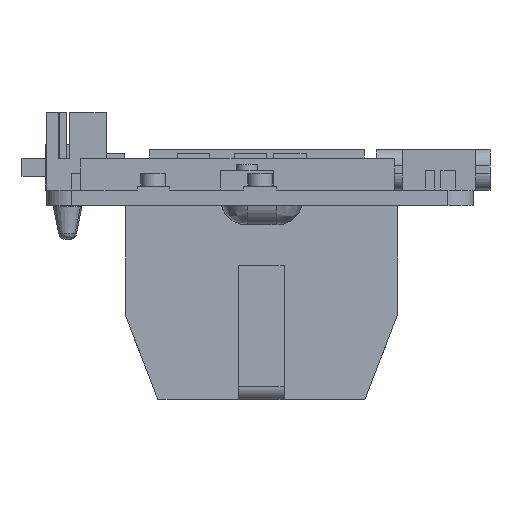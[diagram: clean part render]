
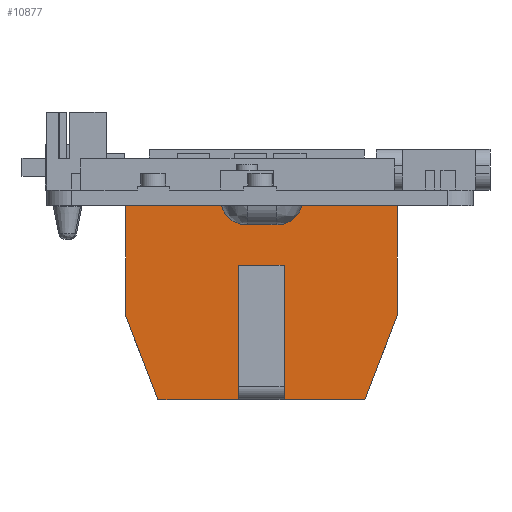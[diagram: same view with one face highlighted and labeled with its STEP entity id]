
A CAD part, front view. The second image highlights one B-rep face of the part: STEP entity #10877.
In plain terms, the highlighted planar face has unit normal (0, -1, 0).
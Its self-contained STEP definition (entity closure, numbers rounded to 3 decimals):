
#1372=DIRECTION('',(-1.,0.,0.));
#1373=VECTOR('',#1372,7.417);
#1374=CARTESIAN_POINT('',(278.435,132.131,-1.2));
#1375=LINE('',#1374,#1373);
#1414=DIRECTION('',(-1.,0.,0.));
#1415=VECTOR('',#1414,7.36);
#1416=CARTESIAN_POINT('',(292.018,132.131,-1.2));
#1417=LINE('',#1416,#1415);
#2793=CARTESIAN_POINT('',(280.371,132.131,-0.7));
#2794=DIRECTION('',(0.,1.,0.));
#2795=DIRECTION('',(0.,0.,-1.));
#2796=AXIS2_PLACEMENT_3D('',#2793,#2794,#2795);
#2857=CARTESIAN_POINT('',(282.721,132.131,-0.7));
#2858=DIRECTION('',(0.,1.,0.));
#2859=DIRECTION('',(0.968,0.,-0.25));
#2860=AXIS2_PLACEMENT_3D('',#2857,#2858,#2859);
#2862=DIRECTION('',(-1.,0.,0.));
#2863=VECTOR('',#2862,2.35);
#2864=CARTESIAN_POINT('',(282.721,132.131,-2.7));
#2865=LINE('',#2864,#2863);
#2866=DIRECTION('',(0.,0.,-1.));
#2867=VECTOR('',#2866,8.5);
#2868=CARTESIAN_POINT('',(292.018,132.131,-1.2));
#2869=LINE('',#2868,#2867);
#2870=DIRECTION('',(0.359,0.,0.933));
#2871=VECTOR('',#2870,6.964);
#2872=CARTESIAN_POINT('',(289.518,132.131,-16.2));
#2873=LINE('',#2872,#2871);
#2874=DIRECTION('',(0.,0.,1.));
#2875=VECTOR('',#2874,10.4);
#2876=CARTESIAN_POINT('',(283.268,132.131,-16.2));
#2877=LINE('',#2876,#2875);
#2878=DIRECTION('',(-1.,0.,0.));
#2879=VECTOR('',#2878,3.5);
#2880=CARTESIAN_POINT('',(283.268,132.131,-5.8));
#2881=LINE('',#2880,#2879);
#2882=DIRECTION('',(0.,0.,1.));
#2883=VECTOR('',#2882,10.4);
#2884=CARTESIAN_POINT('',(279.768,132.131,-16.2));
#2885=LINE('',#2884,#2883);
#2886=DIRECTION('',(0.359,0.,-0.933));
#2887=VECTOR('',#2886,6.964);
#2888=CARTESIAN_POINT('',(271.018,132.131,-9.7));
#2889=LINE('',#2888,#2887);
#3038=DIRECTION('',(0.,0.,-1.));
#3039=VECTOR('',#3038,8.5);
#3040=CARTESIAN_POINT('',(271.018,132.131,-1.2));
#3041=LINE('',#3040,#3039);
#3278=DIRECTION('',(-1.,0.,0.));
#3279=VECTOR('',#3278,6.25);
#3280=CARTESIAN_POINT('',(279.768,132.131,-16.2));
#3281=LINE('',#3280,#3279);
#3342=DIRECTION('',(-1.,0.,0.));
#3343=VECTOR('',#3342,6.25);
#3344=CARTESIAN_POINT('',(289.518,132.131,-16.2));
#3345=LINE('',#3344,#3343);
#5748=CARTESIAN_POINT('',(271.018,132.131,-9.7));
#5749=CARTESIAN_POINT('',(273.518,132.131,-16.2));
#5750=VERTEX_POINT('',#5748);
#5751=VERTEX_POINT('',#5749);
#5752=CARTESIAN_POINT('',(289.518,132.131,-16.2));
#5753=CARTESIAN_POINT('',(292.018,132.131,-9.7));
#5754=VERTEX_POINT('',#5752);
#5755=VERTEX_POINT('',#5753);
#5756=CARTESIAN_POINT('',(292.018,132.131,-1.2));
#5757=VERTEX_POINT('',#5756);
#5758=CARTESIAN_POINT('',(271.018,132.131,-1.2));
#5759=VERTEX_POINT('',#5758);
#5926=CARTESIAN_POINT('',(283.268,132.131,-16.2));
#5927=VERTEX_POINT('',#5926);
#5928=CARTESIAN_POINT('',(279.768,132.131,-16.2));
#5930=VERTEX_POINT('',#5928);
#5932=CARTESIAN_POINT('',(283.268,132.131,-5.8));
#5933=CARTESIAN_POINT('',(279.768,132.131,-5.8));
#5934=VERTEX_POINT('',#5932);
#5935=VERTEX_POINT('',#5933);
#6153=CARTESIAN_POINT('',(278.435,132.131,-1.2));
#6155=VERTEX_POINT('',#6153);
#6157=CARTESIAN_POINT('',(280.371,132.131,-2.7));
#6159=VERTEX_POINT('',#6157);
#6172=CARTESIAN_POINT('',(282.721,132.131,-2.7));
#6173=VERTEX_POINT('',#6172);
#6174=CARTESIAN_POINT('',(284.658,132.131,-1.2));
#6175=VERTEX_POINT('',#6174);
#10847=CARTESIAN_POINT('',(292.018,132.131,-1.2));
#10848=DIRECTION('',(0.,-1.,0.));
#10849=DIRECTION('',(-1.,0.,0.));
#10850=AXIS2_PLACEMENT_3D('',#10847,#10848,#10849);
#10851=PLANE('',#10850);
#10852=ORIENTED_EDGE('',*,*,#7413,.F.);
#10853=ORIENTED_EDGE('',*,*,#10678,.F.);
#10854=ORIENTED_EDGE('',*,*,#10736,.F.);
#10855=ORIENTED_EDGE('',*,*,#10835,.F.);
#10856=ORIENTED_EDGE('',*,*,#7433,.F.);
#10858=ORIENTED_EDGE('',*,*,#10857,.T.);
#10860=ORIENTED_EDGE('',*,*,#10859,.F.);
#10862=ORIENTED_EDGE('',*,*,#10861,.T.);
#10864=ORIENTED_EDGE('',*,*,#10863,.T.);
#10866=ORIENTED_EDGE('',*,*,#10865,.T.);
#10868=ORIENTED_EDGE('',*,*,#10867,.F.);
#10870=ORIENTED_EDGE('',*,*,#10869,.T.);
#10872=ORIENTED_EDGE('',*,*,#10871,.F.);
#10874=ORIENTED_EDGE('',*,*,#10873,.F.);
#10875=EDGE_LOOP('',(#10852,#10853,#10854,#10855,#10856,#10858,#10860,#10862,
#10864,#10866,#10868,#10870,#10872,#10874));
#10876=FACE_OUTER_BOUND('',#10875,.F.);
#2797=CIRCLE('',#2796,2.);
#2861=CIRCLE('',#2860,2.);
#7413=EDGE_CURVE('',#6155,#5759,#1375,.T.);
#7433=EDGE_CURVE('',#5757,#6175,#1417,.T.);
#10678=EDGE_CURVE('',#6159,#6155,#2797,.T.);
#10736=EDGE_CURVE('',#6173,#6159,#2865,.T.);
#10835=EDGE_CURVE('',#6175,#6173,#2861,.T.);
#10857=EDGE_CURVE('',#5757,#5755,#2869,.T.);
#10859=EDGE_CURVE('',#5754,#5755,#2873,.T.);
#10861=EDGE_CURVE('',#5754,#5927,#3345,.T.);
#10863=EDGE_CURVE('',#5927,#5934,#2877,.T.);
#10865=EDGE_CURVE('',#5934,#5935,#2881,.T.);
#10867=EDGE_CURVE('',#5930,#5935,#2885,.T.);
#10869=EDGE_CURVE('',#5930,#5751,#3281,.T.);
#10871=EDGE_CURVE('',#5750,#5751,#2889,.T.);
#10873=EDGE_CURVE('',#5759,#5750,#3041,.T.);
#10877=ADVANCED_FACE('',(#10876),#10851,.T.);
